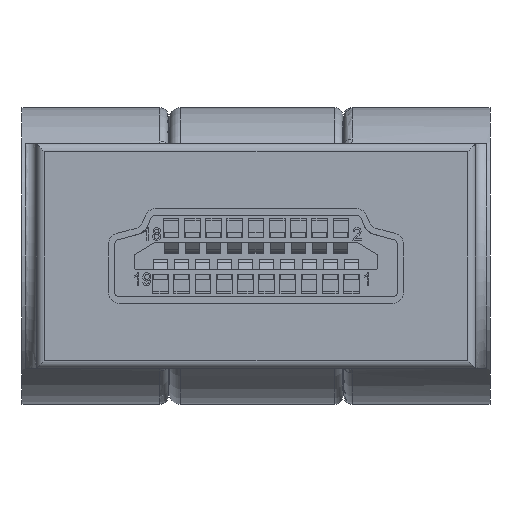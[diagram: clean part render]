
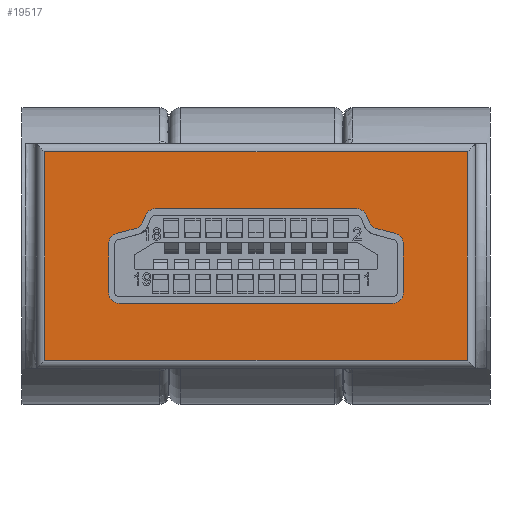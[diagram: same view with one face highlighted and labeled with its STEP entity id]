
A CAD part, left-side view. The second image highlights one B-rep face of the part: STEP entity #19517.
In plain terms, the highlighted face is planar.
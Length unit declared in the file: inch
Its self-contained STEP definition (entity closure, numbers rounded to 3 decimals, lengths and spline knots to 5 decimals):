
#6052 = LINE ( 'NONE', #15616, #70665 ) ;
#7905 = VERTEX_POINT ( 'NONE', #54236 ) ;
#9662 = VECTOR ( 'NONE', #26419, 39.37008 ) ;
#10107 = ORIENTED_EDGE ( 'NONE', *, *, #69314, .T. ) ;
#15127 = LINE ( 'NONE', #63377, #39059 ) ;
#15616 = CARTESIAN_POINT ( 'NONE',  ( 0.19565, 0., -0.40236 ) ) ;
#16943 = DIRECTION ( 'NONE',  ( 0., -1., 0. ) ) ;
#17600 = PLANE ( 'NONE',  #37246 ) ;
#19517 = ADVANCED_FACE ( 'NONE', ( #67265 ), #17600, .F. ) ;
#22270 = VERTEX_POINT ( 'NONE', #54682 ) ;
#25295 = LINE ( 'NONE', #74183, #9662 ) ;
#26419 = DIRECTION ( 'NONE',  ( 0., 0., 1. ) ) ;
#27958 = DIRECTION ( 'NONE',  ( 0., 1., 0. ) ) ;
#31210 = CARTESIAN_POINT ( 'NONE',  ( 0.19565, 0.03938, -0.8024 ) ) ;
#32829 = VECTOR ( 'NONE', #16943, 39.37008 ) ;
#33242 = EDGE_CURVE ( 'NONE', #42430, #22270, #44779, .T. ) ;
#34124 = VERTEX_POINT ( 'NONE', #44839 ) ;
#35877 = ORIENTED_EDGE ( 'NONE', *, *, #73902, .T. ) ;
#37246 = AXIS2_PLACEMENT_3D ( 'NONE', #31210, #42017, #47964 ) ;
#39059 = VECTOR ( 'NONE', #40665, 39.37008 ) ;
#40665 = DIRECTION ( 'NONE',  ( 0., 0., -1. ) ) ;
#42017 = DIRECTION ( 'NONE',  ( -1., 0., 0. ) ) ;
#42397 = CARTESIAN_POINT ( 'NONE',  ( 0.19565, -0.81496, -0.01496 ) ) ;
#42430 = VERTEX_POINT ( 'NONE', #45761 ) ;
#44779 = LINE ( 'NONE', #42397, #32829 ) ;
#44839 = CARTESIAN_POINT ( 'NONE',  ( 0.19565, -0.8, -0.40236 ) ) ;
#45761 = CARTESIAN_POINT ( 'NONE',  ( 0.19565, -0.01496, -0.01496 ) ) ;
#47964 = DIRECTION ( 'NONE',  ( 0., -1., 0. ) ) ;
#54236 = CARTESIAN_POINT ( 'NONE',  ( 0.19565, -0.01496, -0.40236 ) ) ;
#54682 = CARTESIAN_POINT ( 'NONE',  ( 0.19565, -0.8, -0.01496 ) ) ;
#55115 = EDGE_LOOP ( 'NONE', ( #64237, #10107, #35877, #55657 ) ) ;
#55657 = ORIENTED_EDGE ( 'NONE', *, *, #69798, .T. ) ;
#63377 = CARTESIAN_POINT ( 'NONE',  ( 0.19565, -0.8, -0.8024 ) ) ;
#64237 = ORIENTED_EDGE ( 'NONE', *, *, #33242, .T. ) ;
#67265 = FACE_OUTER_BOUND ( 'NONE', #55115, .T. ) ;
#69314 = EDGE_CURVE ( 'NONE', #22270, #34124, #15127, .T. ) ;
#69798 = EDGE_CURVE ( 'NONE', #7905, #42430, #25295, .T. ) ;
#70665 = VECTOR ( 'NONE', #27958, 39.37008 ) ;
#73902 = EDGE_CURVE ( 'NONE', #34124, #7905, #6052, .T. ) ;
#74183 = CARTESIAN_POINT ( 'NONE',  ( 0.19565, -0.01496, 0. ) ) ;
